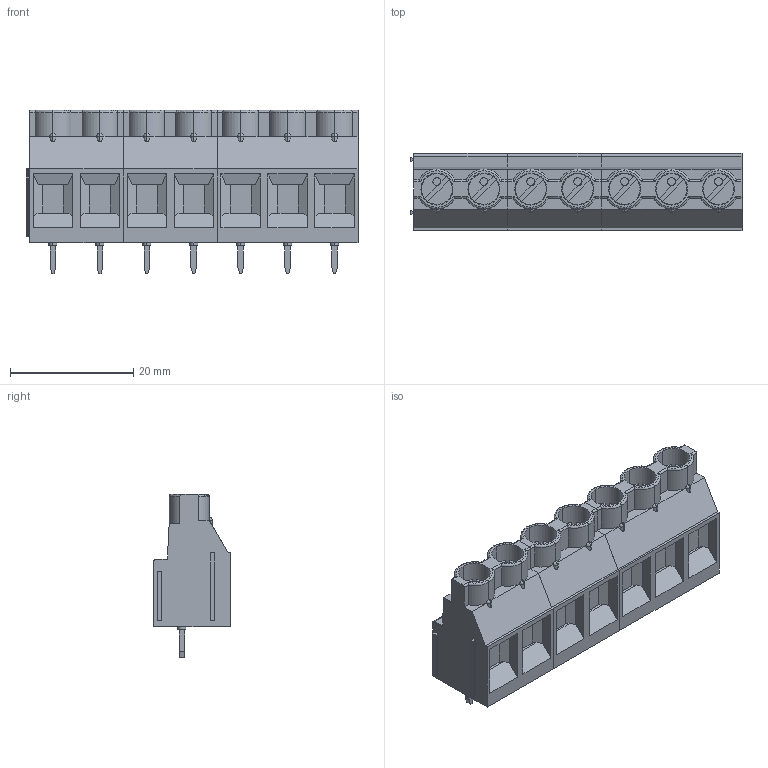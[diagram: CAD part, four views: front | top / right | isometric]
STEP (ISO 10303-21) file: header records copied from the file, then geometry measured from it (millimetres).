
FILE_DESCRIPTION(('FreeCAD Model'),'2;1');
FILE_NAME('Compound.step','2019-03-31T22:24:35',( 'kicad StepUp'),('ksu MCAD'),'Open CASCADE STEP processor 7.3', 'FreeCAD','Unknown');
FILE_SCHEMA(('AUTOMOTIVE_DESIGN { 1 0 10303 214 1 1 1 1 }'));
Length unit declared in the file: millimetre
Products named in the file (1): Compound
Bounding box: 53.91 x 12.5 x 26.5 mm (x, y, z)
Volume: 9946.5 mm3; surface area: 6172.5 mm2
Topology: 3 solids, 3 shells, 634 faces, 1641 edges, 1052 vertices
Faces by surface type: plane 419, cylinder 173, torus 28, sphere 14
Entity records: 25573 total; most frequent: CARTESIAN_POINT 5414, DIRECTION 3278, ORIENTED_EDGE 3254, EDGE_CURVE 1627, LINE 1162, VECTOR 1162, AXIS2_PLACEMENT_3D 1058, VERTEX_POINT 1052
